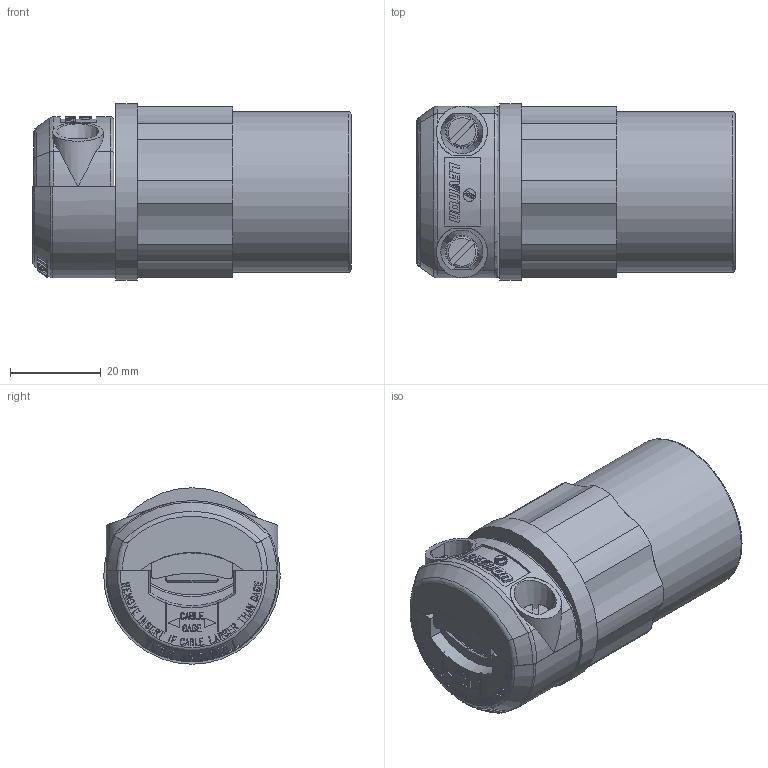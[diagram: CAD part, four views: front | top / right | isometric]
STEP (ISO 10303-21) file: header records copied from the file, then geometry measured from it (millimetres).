
FILE_DESCRIPTION (( 'STEP AP214' ), '1' );
FILE_NAME ('CATSTD-04729-0CX-M01.STEP', '2022-05-02T13:48:51', ( '' ), ( '' ), 'SwSTEP 2.0', 'SolidWorks 2020', '' );
FILE_SCHEMA (( 'AUTOMOTIVE_DESIGN' ));
Length unit declared in the file: inch
Products named in the file (1): CATSTD-04729-0CX-M01
Bounding box: 70.1 x 38.89 x 38.89 mm (x, y, z)
Volume: 70385.2 mm3; surface area: 14591.1 mm2
Topology: 1 solids, 18 shells, 1487 faces, 3943 edges, 2635 vertices
Faces by surface type: plane 1150, cylinder 245, cone 47, bspline 26, torus 19
Full cylindrical faces by diameter (mm): 2.616 x2, 3.734 x2, 5.124 x1, 5.156 x3, 6.096 x3, 6.858 x2, 35.306 x1, 38.887 x1
Entity records: 66653 total; most frequent: CARTESIAN_POINT 11684, ORIENTED_EDGE 7796, DIRECTION 6813, EDGE_CURVE 3898, VECTOR 2749, LINE 2749, VERTEX_POINT 2616, AXIS2_PLACEMENT_3D 2032
